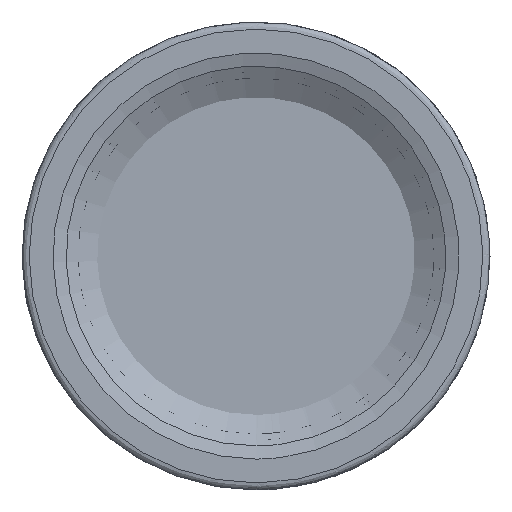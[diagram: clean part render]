
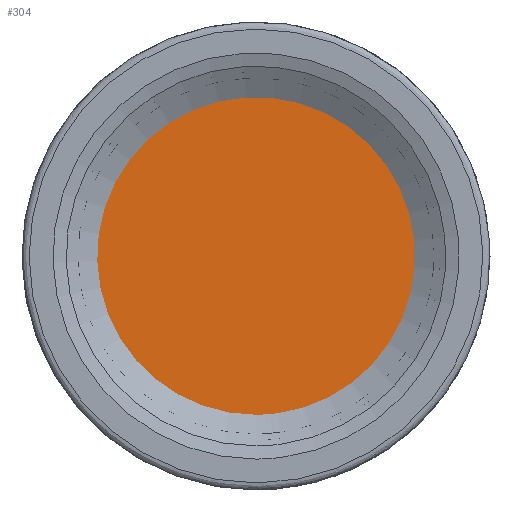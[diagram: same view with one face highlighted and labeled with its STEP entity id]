
A CAD part, left-side view. The second image highlights one B-rep face of the part: STEP entity #304.
In plain terms, the highlighted planar face has unit normal (-1, 0, 0).
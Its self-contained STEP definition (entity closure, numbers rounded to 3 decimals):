
#304=ADVANCED_FACE('',(#321),#319,.F.);
#319=PLANE('',#560);
#321=FACE_OUTER_BOUND('',#355,.T.);
#355=EDGE_LOOP('',(#413));
#413=ORIENTED_EDGE('',*,*,#483,.T.);
#454=VERTEX_POINT('',#749);
#483=EDGE_CURVE('',#454,#454,#512,.T.);
#512=CIRCLE('',#558,9.534);
#558=AXIS2_PLACEMENT_3D('',#748,#642,#643);
#560=AXIS2_PLACEMENT_3D('',#751,#646,#647);
#642=DIRECTION('',(-1.,0.,0.));
#643=DIRECTION('',(0.,0.,1.));
#646=DIRECTION('',(1.,0.,0.));
#647=DIRECTION('',(0.,0.,-1.));
#748=CARTESIAN_POINT('',(1.2,0.,0.));
#749=CARTESIAN_POINT('',(1.2,0.,9.534));
#751=CARTESIAN_POINT('',(1.2,9.534,0.));
